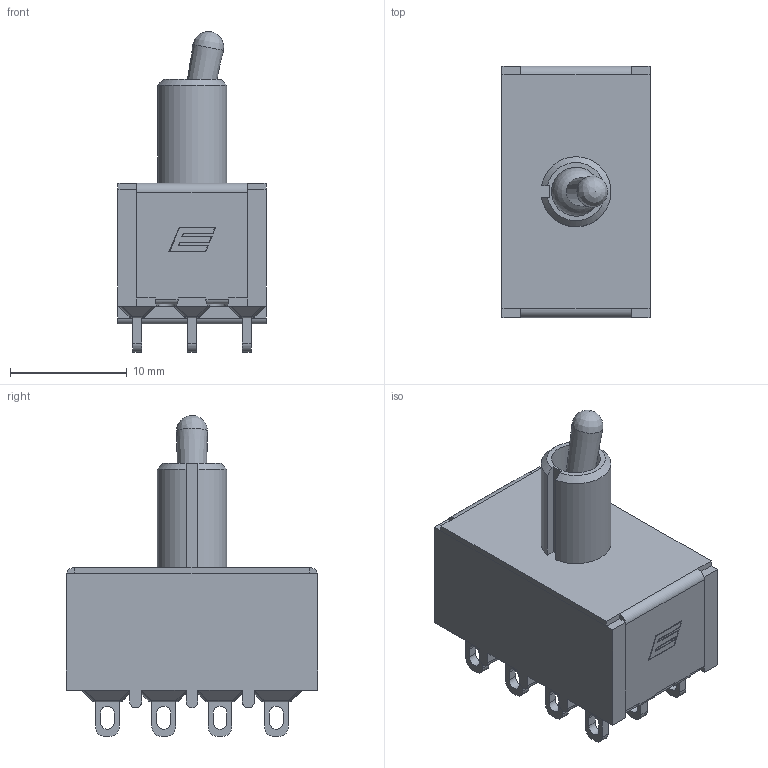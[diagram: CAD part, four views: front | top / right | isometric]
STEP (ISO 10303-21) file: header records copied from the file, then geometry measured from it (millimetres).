
FILE_DESCRIPTION(/* description */ (''),/* implementation_level */ '2;1');
FILE_NAME(/* name */ '1004PxT2B8M1xE.stp',/* time_stamp */ '2026-01-16T17:52:39-06:00',/* author */ ('jmeyers'),/* organization */ (''),/* preprocessor_version */ 'ST-DEVELOPER v18.1',/* originating_system */ 'Autodesk Inventor 2022',/* authorisation */ '');
FILE_SCHEMA (('AUTOMOTIVE_DESIGN { 1 0 10303 214 3 1 1 }'));
Length unit declared in the file: inch
Products named in the file (1): Part140
Bounding box: 12.7 x 21.59 x 27.5 mm (x, y, z)
Volume: 3245.9 mm3; surface area: 1990.5 mm2
Topology: 1 solids, 1 shells, 484 faces, 1265 edges, 749 vertices
Faces by surface type: plane 271, cylinder 160, sphere 50, cone 2, bspline 1
Full cylindrical faces by diameter (mm): 4.2 x2
Entity records: 14414 total; most frequent: DIRECTION 2531, CARTESIAN_POINT 2512, ORIENTED_EDGE 2432, EDGE_CURVE 1216, LINE 861, VECTOR 861, AXIS2_PLACEMENT_3D 835, VERTEX_POINT 749
